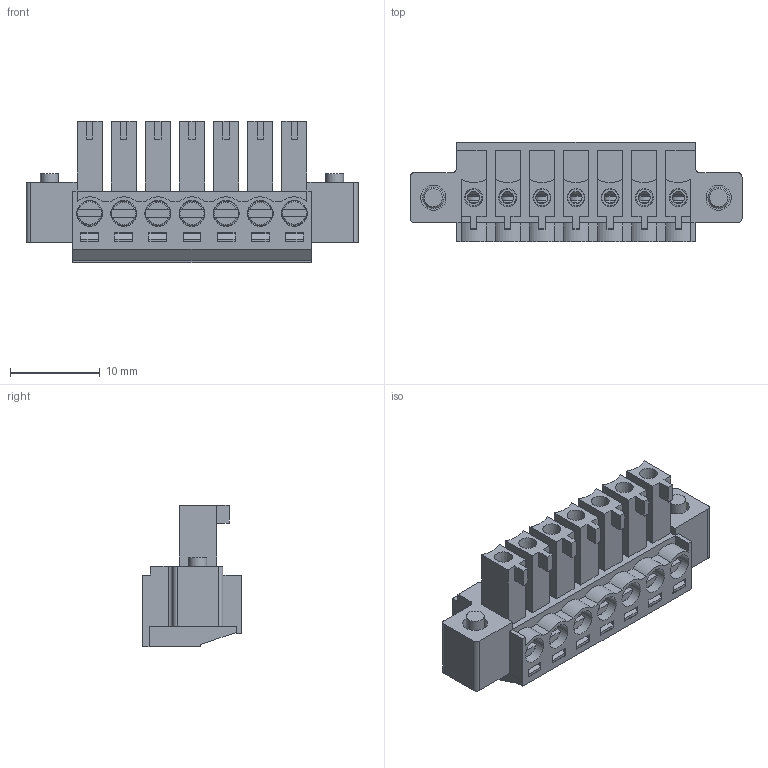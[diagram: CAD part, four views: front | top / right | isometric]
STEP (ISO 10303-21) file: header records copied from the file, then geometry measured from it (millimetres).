
FILE_DESCRIPTION( ( 'Unknown' ), '1' );
FILE_NAME( '691364300007.stp', 'Unknown', ( 'Unknown' ), ( 'Unknown' ), 'PSStep 18.0.17', 'Unknown', ' ' );
FILE_SCHEMA( ( 'AUTOMOTIVE_DESIGN { 1 0 10303 214 1 1 1 1 }' ) );
Length unit declared in the file: millimetre
Products named in the file (7): Assem1; 6913643000xx_PIN; 6913643000xx_CAGE; 6913643000xx_VIS; 6913643000xx_VIS FLANGE; 691364300007; 691364300007_CAPOT
Assembly tree (25 placements, depth 2):
  Assem1
    6913643000xx_PIN  x7
    6913643000xx_CAGE  x7
    6913643000xx_VIS  x7
    6913643000xx_VIS FLANGE  x2
    691364300007
    691364300007_CAPOT
Bounding box: 37.07 x 11.1 x 15.8 mm (x, y, z)
Volume: 2257.6 mm3; surface area: 6901 mm2
Topology: 25 solids, 25 shells, 1148 faces, 3046 edges, 1992 vertices
Faces by surface type: plane 886, cylinder 219, torus 27, cone 16
Full cylindrical faces by diameter (mm): 1.35 x7, 1.598 x7, 1.9 x14, 2 x9, 2.4 x2, 2.7 x7, 2.8 x2, 2.9 x7, 3.8 x4
Entity records: 25229 total; most frequent: CARTESIAN_POINT 3631, ORIENTED_EDGE 3346, DIRECTION 3174, EDGE_CURVE 1673, LINE 1492, VECTOR 1492, VERTEX_POINT 1125, AXIS2_PLACEMENT_3D 841
